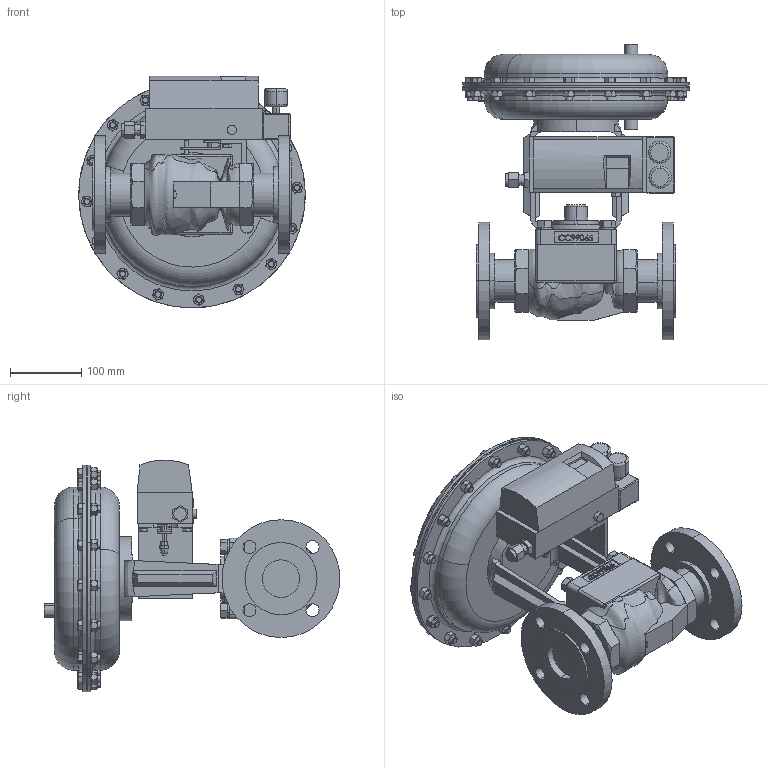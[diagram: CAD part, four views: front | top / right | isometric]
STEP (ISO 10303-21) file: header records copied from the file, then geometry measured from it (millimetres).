
FILE_DESCRIPTION (( 'STEP AP203' ), '1' );
FILE_NAME ('78SP-200-BR+CS+S6-F6-55M-16IQ.step', '2017-09-25T17:13:43', ( '' ), ( '' ), 'SwSTEP 2.0', 'SolidWorks 2014', '' );
FILE_SCHEMA (( 'CONFIG_CONTROL_DESIGN' ));
Products named in the file (1): 78SP-200-BR+CS+S6-F6-55M-16IQ
Bounding box: 317.42 x 414.56 x 324.8 mm (x, y, z)
Volume: 8782078.4 mm3; surface area: 1080480.4 mm2
Topology: 61 solids, 61 shells, 1401 faces, 3150 edges, 1946 vertices
Faces by surface type: plane 637, cone 398, cylinder 224, bspline 102, torus 30, sphere 10
Entity records: 53433 total; most frequent: CARTESIAN_POINT 23746, ORIENTED_EDGE 6288, DIRECTION 5685, EDGE_CURVE 3144, AXIS2_PLACEMENT_3D 2190, VERTEX_POINT 1946, EDGE_LOOP 1506, ADVANCED_FACE 1401
